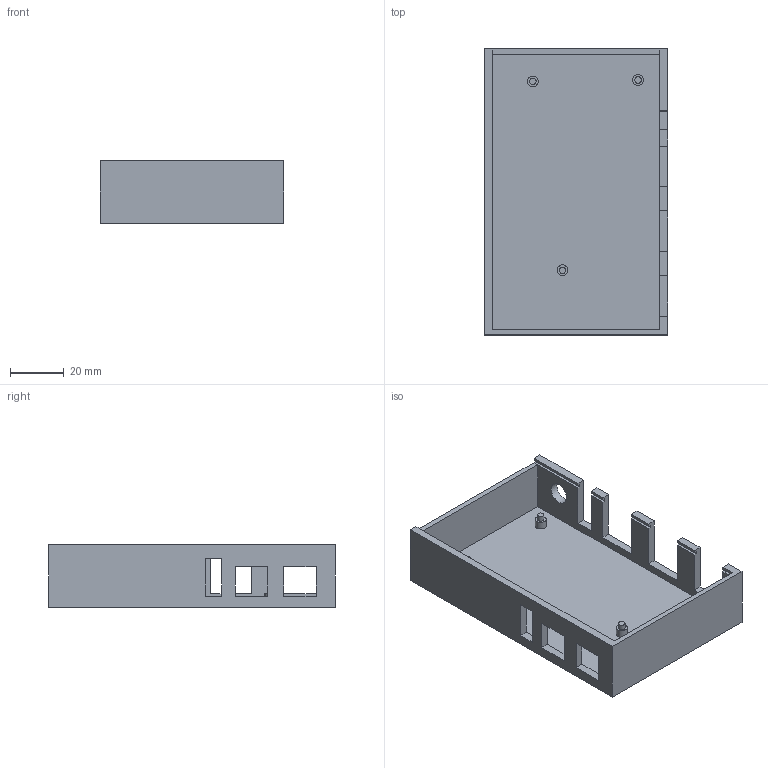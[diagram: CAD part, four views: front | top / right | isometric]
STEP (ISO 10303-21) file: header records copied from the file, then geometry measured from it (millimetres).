
FILE_DESCRIPTION(('FreeCAD Model'),'2;1');
FILE_NAME('Open CASCADE Shape Model','2022-12-08T17:45:19',('Author'),( ''),'Open CASCADE STEP processor 7.6','FreeCAD','Unknown');
FILE_SCHEMA(('AUTOMOTIVE_DESIGN { 1 0 10303 214 1 1 1 1 }'));
Length unit declared in the file: millimetre
Products named in the file (1): Base_WithStuds
Bounding box: 68 x 106 x 23 mm (x, y, z)
Volume: 28681.4 mm3; surface area: 27830.2 mm2
Topology: 1 solids, 1 shells, 91 faces, 227 edges, 150 vertices
Faces by surface type: plane 84, cylinder 7
Full cylindrical faces by diameter (mm): 2.4 x3, 4 x3, 8 x1
Entity records: 5628 total; most frequent: CARTESIAN_POINT 1007, DIRECTION 831, LINE 587, VECTOR 587, ORIENTED_EDGE 454, PCURVE 454, DEFINITIONAL_REPRESENTATION 454, EDGE_CURVE 227
